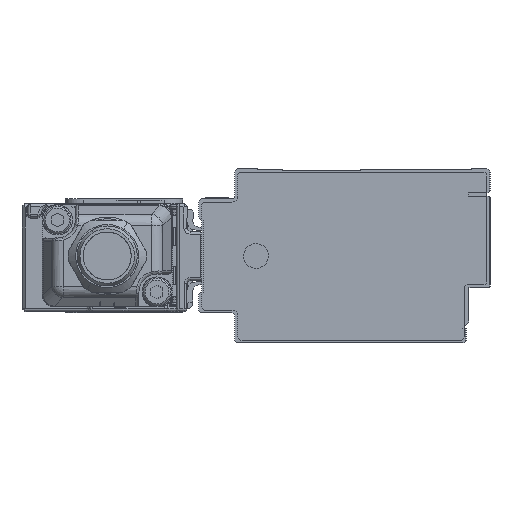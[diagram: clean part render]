
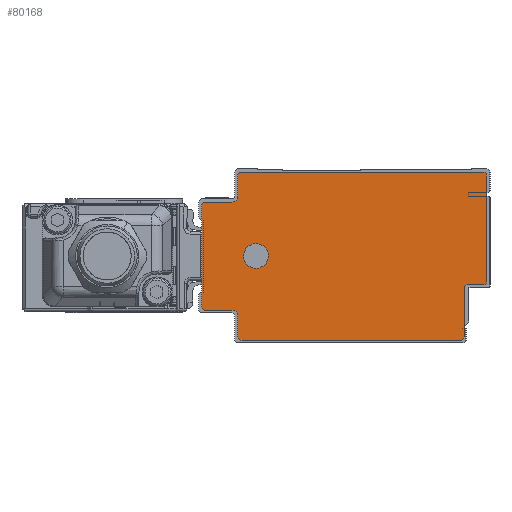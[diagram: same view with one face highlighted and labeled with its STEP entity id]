
A CAD part, left-side view. The second image highlights one B-rep face of the part: STEP entity #80168.
In plain terms, the highlighted planar face has unit normal (-1, 0, 0).
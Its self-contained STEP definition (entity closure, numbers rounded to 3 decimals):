
#78447=AXIS2_PLACEMENT_3D('Circle Axis2P3D',#78445,#78446,$) ;
#78485=AXIS2_PLACEMENT_3D('Circle Axis2P3D',#78483,#78484,$) ;
#78523=AXIS2_PLACEMENT_3D('Circle Axis2P3D',#78521,#78522,$) ;
#78561=AXIS2_PLACEMENT_3D('Circle Axis2P3D',#78559,#78560,$) ;
#80038=AXIS2_PLACEMENT_3D('Circle Axis2P3D',#80036,#80037,$) ;
#80058=AXIS2_PLACEMENT_3D('Plane Axis2P3D',#80055,#80056,#80057) ;
#80062=AXIS2_PLACEMENT_3D('Circle Axis2P3D',#80060,#80061,$) ;
#80076=AXIS2_PLACEMENT_3D('Circle Axis2P3D',#80074,#80075,$) ;
#80090=AXIS2_PLACEMENT_3D('Circle Axis2P3D',#80088,#80089,$) ;
#80104=AXIS2_PLACEMENT_3D('Circle Axis2P3D',#80102,#80103,$) ;
#80118=AXIS2_PLACEMENT_3D('Circle Axis2P3D',#80116,#80117,$) ;
#80152=AXIS2_PLACEMENT_3D('Circle Axis2P3D',#80150,#80151,$) ;
#80161=AXIS2_PLACEMENT_3D('Circle Axis2P3D',#80159,#80160,$) ;
#78403=CARTESIAN_POINT('Line Origine',(-1275.5,-3.5,19.1)) ;
#78407=CARTESIAN_POINT('Vertex',(-1275.5,-3.5,28.)) ;
#78409=CARTESIAN_POINT('Vertex',(-1275.5,-3.5,10.2)) ;
#78445=CARTESIAN_POINT('Axis2P3D Location',(-1275.5,-3.,28.)) ;
#78449=CARTESIAN_POINT('Vertex',(-1275.5,-3.,28.5)) ;
#78464=CARTESIAN_POINT('Line Origine',(-1275.5,17.25,28.5)) ;
#78468=CARTESIAN_POINT('Vertex',(-1275.5,37.5,28.5)) ;
#78483=CARTESIAN_POINT('Axis2P3D Location',(-1275.5,37.5,28.)) ;
#78487=CARTESIAN_POINT('Vertex',(-1275.5,38.,28.)) ;
#78502=CARTESIAN_POINT('Line Origine',(-1275.5,38.,26.25)) ;
#78506=CARTESIAN_POINT('Vertex',(-1275.5,38.,24.5)) ;
#78521=CARTESIAN_POINT('Axis2P3D Location',(-1275.5,39.,24.5)) ;
#78525=CARTESIAN_POINT('Vertex',(-1275.5,39.,23.5)) ;
#78540=CARTESIAN_POINT('Line Origine',(-1275.5,41.25,23.5)) ;
#78544=CARTESIAN_POINT('Vertex',(-1275.5,43.5,23.5)) ;
#78559=CARTESIAN_POINT('Axis2P3D Location',(-1275.5,43.5,23.)) ;
#78563=CARTESIAN_POINT('Vertex',(-1275.5,44.,23.)) ;
#78578=CARTESIAN_POINT('Line Origine',(-1275.5,44.,14.5)) ;
#78582=CARTESIAN_POINT('Vertex',(-1275.5,44.,6.)) ;
#80036=CARTESIAN_POINT('Axis2P3D Location',(-1275.5,-3.,10.2)) ;
#80040=CARTESIAN_POINT('Vertex',(-1275.5,-3.,9.7)) ;
#80055=CARTESIAN_POINT('Axis2P3D Location',(-1275.5,0.,0.)) ;
#80060=CARTESIAN_POINT('Axis2P3D Location',(-1275.5,43.5,6.)) ;
#80064=CARTESIAN_POINT('Vertex',(-1275.5,43.5,5.5)) ;
#80067=CARTESIAN_POINT('Line Origine',(-1275.5,41.25,5.5)) ;
#80071=CARTESIAN_POINT('Vertex',(-1275.5,39.,5.5)) ;
#80074=CARTESIAN_POINT('Axis2P3D Location',(-1275.5,39.,4.5)) ;
#80078=CARTESIAN_POINT('Vertex',(-1275.5,38.,4.5)) ;
#80081=CARTESIAN_POINT('Line Origine',(-1275.5,38.,2.75)) ;
#80085=CARTESIAN_POINT('Vertex',(-1275.5,38.,1.)) ;
#80088=CARTESIAN_POINT('Axis2P3D Location',(-1275.5,37.5,1.)) ;
#80092=CARTESIAN_POINT('Vertex',(-1275.5,37.5,0.5)) ;
#80095=CARTESIAN_POINT('Line Origine',(-1275.5,19.15,0.5)) ;
#80099=CARTESIAN_POINT('Vertex',(-1275.5,0.8,0.5)) ;
#80102=CARTESIAN_POINT('Axis2P3D Location',(-1275.5,0.8,1.)) ;
#80106=CARTESIAN_POINT('Vertex',(-1275.5,0.3,1.)) ;
#80109=CARTESIAN_POINT('Line Origine',(-1275.5,0.3,5.1)) ;
#80113=CARTESIAN_POINT('Vertex',(-1275.5,0.3,9.2)) ;
#80116=CARTESIAN_POINT('Axis2P3D Location',(-1275.5,-0.2,9.2)) ;
#80120=CARTESIAN_POINT('Vertex',(-1275.5,-0.2,9.7)) ;
#80123=CARTESIAN_POINT('Line Origine',(-1275.5,-1.6,9.7)) ;
#80150=CARTESIAN_POINT('Axis2P3D Location',(-1275.5,35.,14.5)) ;
#80154=CARTESIAN_POINT('Vertex',(-1275.5,33.186,13.509)) ;
#80156=CARTESIAN_POINT('Vertex',(-1275.5,36.814,15.491)) ;
#80159=CARTESIAN_POINT('Axis2P3D Location',(-1275.5,35.,14.5)) ;
#78404=DIRECTION('Vector Direction',(0.,0.,-1.)) ;
#78446=DIRECTION('Axis2P3D Direction',(1.,0.,0.)) ;
#78465=DIRECTION('Vector Direction',(0.,1.,0.)) ;
#78484=DIRECTION('Axis2P3D Direction',(1.,0.,0.)) ;
#78503=DIRECTION('Vector Direction',(0.,0.,1.)) ;
#78522=DIRECTION('Axis2P3D Direction',(1.,0.,0.)) ;
#78541=DIRECTION('Vector Direction',(0.,1.,0.)) ;
#78560=DIRECTION('Axis2P3D Direction',(1.,0.,0.)) ;
#78579=DIRECTION('Vector Direction',(0.,0.,1.)) ;
#80037=DIRECTION('Axis2P3D Direction',(1.,0.,0.)) ;
#80056=DIRECTION('Axis2P3D Direction',(1.,0.,0.)) ;
#80057=DIRECTION('Axis2P3D XDirection',(0.,1.,0.)) ;
#80061=DIRECTION('Axis2P3D Direction',(1.,0.,0.)) ;
#80068=DIRECTION('Vector Direction',(0.,-1.,0.)) ;
#80075=DIRECTION('Axis2P3D Direction',(1.,0.,0.)) ;
#80082=DIRECTION('Vector Direction',(0.,0.,1.)) ;
#80089=DIRECTION('Axis2P3D Direction',(1.,0.,0.)) ;
#80096=DIRECTION('Vector Direction',(0.,-1.,0.)) ;
#80103=DIRECTION('Axis2P3D Direction',(1.,0.,0.)) ;
#80110=DIRECTION('Vector Direction',(0.,0.,-1.)) ;
#80117=DIRECTION('Axis2P3D Direction',(1.,0.,0.)) ;
#80124=DIRECTION('Vector Direction',(0.,1.,0.)) ;
#80151=DIRECTION('Axis2P3D Direction',(1.,0.,0.)) ;
#80160=DIRECTION('Axis2P3D Direction',(1.,0.,0.)) ;
#78405=VECTOR('Line Direction',#78404,1.) ;
#78466=VECTOR('Line Direction',#78465,1.) ;
#78504=VECTOR('Line Direction',#78503,1.) ;
#78542=VECTOR('Line Direction',#78541,1.) ;
#78580=VECTOR('Line Direction',#78579,1.) ;
#80069=VECTOR('Line Direction',#80068,1.) ;
#80083=VECTOR('Line Direction',#80082,1.) ;
#80097=VECTOR('Line Direction',#80096,1.) ;
#80111=VECTOR('Line Direction',#80110,1.) ;
#80125=VECTOR('Line Direction',#80124,1.) ;
#80129=ORIENTED_EDGE('',*,*,#78470,.F.) ;
#80130=ORIENTED_EDGE('',*,*,#78489,.F.) ;
#80131=ORIENTED_EDGE('',*,*,#78508,.F.) ;
#80132=ORIENTED_EDGE('',*,*,#78527,.F.) ;
#80133=ORIENTED_EDGE('',*,*,#78546,.F.) ;
#80134=ORIENTED_EDGE('',*,*,#78565,.F.) ;
#80135=ORIENTED_EDGE('',*,*,#78584,.F.) ;
#80136=ORIENTED_EDGE('',*,*,#80066,.F.) ;
#80137=ORIENTED_EDGE('',*,*,#80073,.F.) ;
#80138=ORIENTED_EDGE('',*,*,#80080,.F.) ;
#80139=ORIENTED_EDGE('',*,*,#80087,.F.) ;
#80140=ORIENTED_EDGE('',*,*,#80094,.F.) ;
#80141=ORIENTED_EDGE('',*,*,#80101,.F.) ;
#80142=ORIENTED_EDGE('',*,*,#80108,.F.) ;
#80143=ORIENTED_EDGE('',*,*,#80115,.F.) ;
#80144=ORIENTED_EDGE('',*,*,#80122,.F.) ;
#80145=ORIENTED_EDGE('',*,*,#80127,.F.) ;
#80146=ORIENTED_EDGE('',*,*,#80042,.F.) ;
#80147=ORIENTED_EDGE('',*,*,#78411,.F.) ;
#80148=ORIENTED_EDGE('',*,*,#78451,.F.) ;
#80165=ORIENTED_EDGE('',*,*,#80158,.T.) ;
#80166=ORIENTED_EDGE('',*,*,#80163,.T.) ;
#80167=FACE_BOUND('',#80164,.T.) ;
#80168=ADVANCED_FACE('\X2\FF8EFF9EFF83FF9EFF68FF70\X0\.2',(#80149,#80167),#80059,.F.) ;
#78448=CIRCLE('generated circle',#78447,0.5) ;
#78486=CIRCLE('generated circle',#78485,0.5) ;
#78524=CIRCLE('generated circle',#78523,1.) ;
#78562=CIRCLE('generated circle',#78561,0.5) ;
#80039=CIRCLE('generated circle',#80038,0.5) ;
#80063=CIRCLE('generated circle',#80062,0.5) ;
#80077=CIRCLE('generated circle',#80076,1.) ;
#80091=CIRCLE('generated circle',#80090,0.5) ;
#80105=CIRCLE('generated circle',#80104,0.5) ;
#80119=CIRCLE('generated circle',#80118,0.5) ;
#80153=CIRCLE('generated circle',#80152,2.067) ;
#80162=CIRCLE('generated circle',#80161,2.067) ;
#78411=EDGE_CURVE('',#78408,#78410,#78406,.T.) ;
#78451=EDGE_CURVE('',#78450,#78408,#78448,.T.) ;
#78470=EDGE_CURVE('',#78469,#78450,#78467,.F.) ;
#78489=EDGE_CURVE('',#78488,#78469,#78486,.T.) ;
#78508=EDGE_CURVE('',#78507,#78488,#78505,.T.) ;
#78527=EDGE_CURVE('',#78526,#78507,#78524,.F.) ;
#78546=EDGE_CURVE('',#78545,#78526,#78543,.F.) ;
#78565=EDGE_CURVE('',#78564,#78545,#78562,.T.) ;
#78584=EDGE_CURVE('',#78583,#78564,#78581,.T.) ;
#80042=EDGE_CURVE('',#78410,#80041,#80039,.T.) ;
#80066=EDGE_CURVE('',#80065,#78583,#80063,.T.) ;
#80073=EDGE_CURVE('',#80072,#80065,#80070,.F.) ;
#80080=EDGE_CURVE('',#80079,#80072,#80077,.F.) ;
#80087=EDGE_CURVE('',#80086,#80079,#80084,.T.) ;
#80094=EDGE_CURVE('',#80093,#80086,#80091,.T.) ;
#80101=EDGE_CURVE('',#80100,#80093,#80098,.F.) ;
#80108=EDGE_CURVE('',#80107,#80100,#80105,.T.) ;
#80115=EDGE_CURVE('',#80114,#80107,#80112,.T.) ;
#80122=EDGE_CURVE('',#80121,#80114,#80119,.F.) ;
#80127=EDGE_CURVE('',#80041,#80121,#80126,.T.) ;
#80158=EDGE_CURVE('',#80155,#80157,#80153,.T.) ;
#80163=EDGE_CURVE('',#80157,#80155,#80162,.T.) ;
#80128=EDGE_LOOP('',(#80129,#80130,#80131,#80132,#80133,#80134,#80135,#80136,#80137,#80138,#80139,#80140,#80141,#80142,#80143,#80144,#80145,#80146,#80147,#80148)) ;
#80164=EDGE_LOOP('',(#80165,#80166)) ;
#80149=FACE_OUTER_BOUND('',#80128,.T.) ;
#78406=LINE('Line',#78403,#78405) ;
#78467=LINE('Line',#78464,#78466) ;
#78505=LINE('Line',#78502,#78504) ;
#78543=LINE('Line',#78540,#78542) ;
#78581=LINE('Line',#78578,#78580) ;
#80070=LINE('Line',#80067,#80069) ;
#80084=LINE('Line',#80081,#80083) ;
#80098=LINE('Line',#80095,#80097) ;
#80112=LINE('Line',#80109,#80111) ;
#80126=LINE('Line',#80123,#80125) ;
#80059=PLANE('Plane',#80058) ;
#78408=VERTEX_POINT('',#78407) ;
#78410=VERTEX_POINT('',#78409) ;
#78450=VERTEX_POINT('',#78449) ;
#78469=VERTEX_POINT('',#78468) ;
#78488=VERTEX_POINT('',#78487) ;
#78507=VERTEX_POINT('',#78506) ;
#78526=VERTEX_POINT('',#78525) ;
#78545=VERTEX_POINT('',#78544) ;
#78564=VERTEX_POINT('',#78563) ;
#78583=VERTEX_POINT('',#78582) ;
#80041=VERTEX_POINT('',#80040) ;
#80065=VERTEX_POINT('',#80064) ;
#80072=VERTEX_POINT('',#80071) ;
#80079=VERTEX_POINT('',#80078) ;
#80086=VERTEX_POINT('',#80085) ;
#80093=VERTEX_POINT('',#80092) ;
#80100=VERTEX_POINT('',#80099) ;
#80107=VERTEX_POINT('',#80106) ;
#80114=VERTEX_POINT('',#80113) ;
#80121=VERTEX_POINT('',#80120) ;
#80155=VERTEX_POINT('',#80154) ;
#80157=VERTEX_POINT('',#80156) ;
